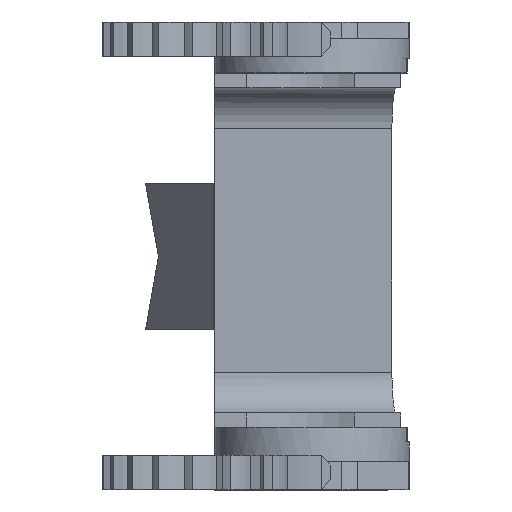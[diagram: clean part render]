
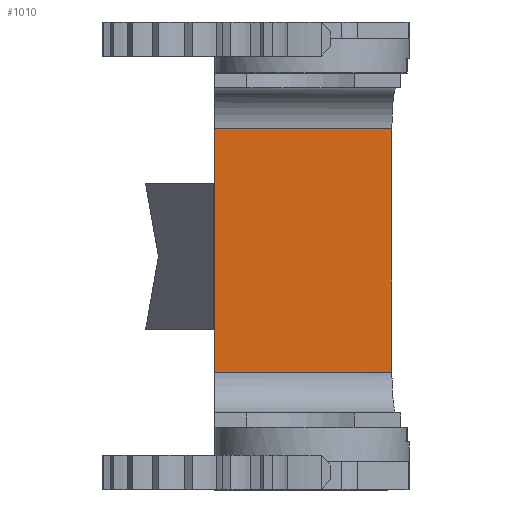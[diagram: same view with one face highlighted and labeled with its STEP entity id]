
A CAD part, top view. The second image highlights one B-rep face of the part: STEP entity #1010.
In plain terms, the highlighted planar face has unit normal (0, 0, 1).
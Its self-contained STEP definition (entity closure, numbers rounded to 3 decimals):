
#843=PLANE('',#5465);
#1010=ADVANCED_FACE('',(#1370),#843,.F.);
#1370=FACE_OUTER_BOUND('',#1607,.T.);
#1607=EDGE_LOOP('',(#3129,#3130,#3131,#3132));
#1893=LINE('',#7715,#2258);
#1927=LINE('',#7866,#2292);
#1947=LINE('',#7924,#2312);
#1948=LINE('',#7925,#2313);
#2258=VECTOR('',#6315,1.);
#2292=VECTOR('',#6445,1.);
#2312=VECTOR('',#6489,1.);
#2313=VECTOR('',#6490,1.);
#3129=ORIENTED_EDGE('',*,*,#4641,.T.);
#3130=ORIENTED_EDGE('',*,*,#4611,.T.);
#3131=ORIENTED_EDGE('',*,*,#4642,.T.);
#3132=ORIENTED_EDGE('',*,*,#4534,.T.);
#4013=VERTEX_POINT('',#7714);
#4014=VERTEX_POINT('',#7716);
#4082=VERTEX_POINT('',#7865);
#4083=VERTEX_POINT('',#7867);
#4534=EDGE_CURVE('',#4014,#4013,#1893,.T.);
#4611=EDGE_CURVE('',#4083,#4082,#1927,.T.);
#4641=EDGE_CURVE('',#4013,#4083,#1947,.T.);
#4642=EDGE_CURVE('',#4082,#4014,#1948,.T.);
#5465=AXIS2_PLACEMENT_3D('',#7926,#6491,#6492);
#6315=DIRECTION('',(0.,-1.,0.));
#6445=DIRECTION('',(0.,1.,0.));
#6489=DIRECTION('',(1.,0.,0.));
#6490=DIRECTION('',(-1.,0.,0.));
#6491=DIRECTION('',(0.,0.,-1.));
#6492=DIRECTION('',(0.,1.,0.));
#7714=CARTESIAN_POINT('',(-10.,-40.9,-17.5));
#7715=CARTESIAN_POINT('',(-10.,-53.1,-17.5));
#7716=CARTESIAN_POINT('',(-10.,-15.9,-17.5));
#7865=CARTESIAN_POINT('',(8.202,-15.9,-17.5));
#7866=CARTESIAN_POINT('',(8.202,-10.2,-17.5));
#7867=CARTESIAN_POINT('',(8.202,-40.9,-17.5));
#7924=CARTESIAN_POINT('',(-12.3,-40.9,-17.5));
#7925=CARTESIAN_POINT('',(-9.2,-15.9,-17.5));
#7926=CARTESIAN_POINT('',(-12.3,-10.2,-17.5));
